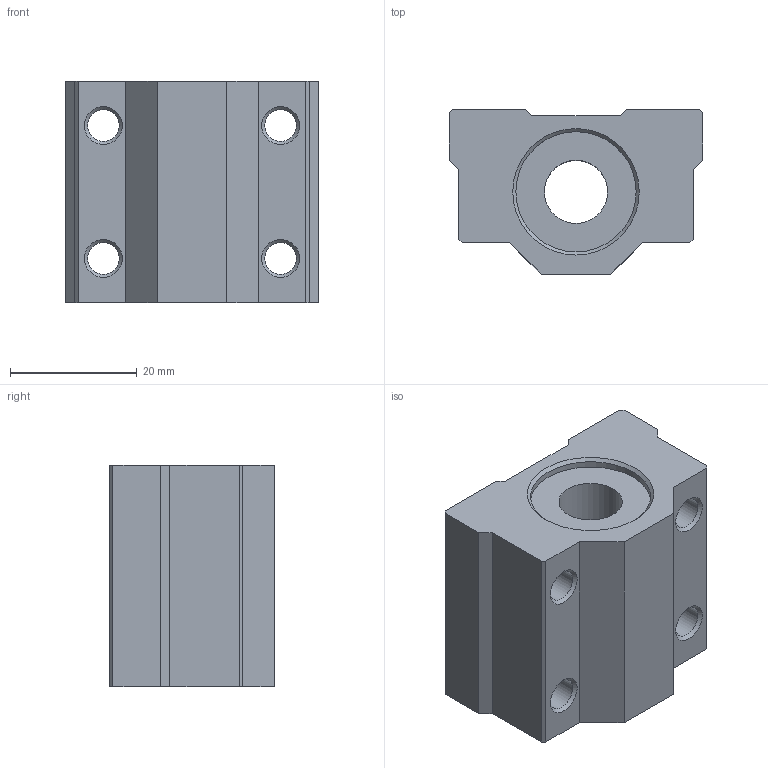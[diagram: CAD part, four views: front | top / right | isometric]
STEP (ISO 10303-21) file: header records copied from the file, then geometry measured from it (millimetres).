
FILE_DESCRIPTION(/* description */ (''),/* implementation_level */ '2;1');
FILE_NAME(/* name */ 'SCS10UU.stp',/* time_stamp */ '2018-04-15T01:59:40+03:00',/* author */ ('stan'),/* organization */ (''),/* preprocessor_version */ 'ST-DEVELOPER v17',/* originating_system */ 'Autodesk Inventor 2018',/* authorisation */ '');
FILE_SCHEMA (('AUTOMOTIVE_DESIGN { 1 0 10303 214 3 1 1 }'));
Length unit declared in the file: millimetre
Products named in the file (1): SCS10UU
Bounding box: 40 x 26 x 35 mm (x, y, z)
Volume: 25326.1 mm3; surface area: 8198.1 mm2
Topology: 1 solids, 1 shells, 41 faces, 101 edges, 64 vertices
Faces by surface type: plane 24, cone 10, cylinder 7
Full cylindrical faces by diameter (mm): 5 x4, 10 x1, 19 x2
Entity records: 1275 total; most frequent: DIRECTION 209, CARTESIAN_POINT 207, ORIENTED_EDGE 202, EDGE_CURVE 101, LINE 77, VECTOR 77, AXIS2_PLACEMENT_3D 66, VERTEX_POINT 64
